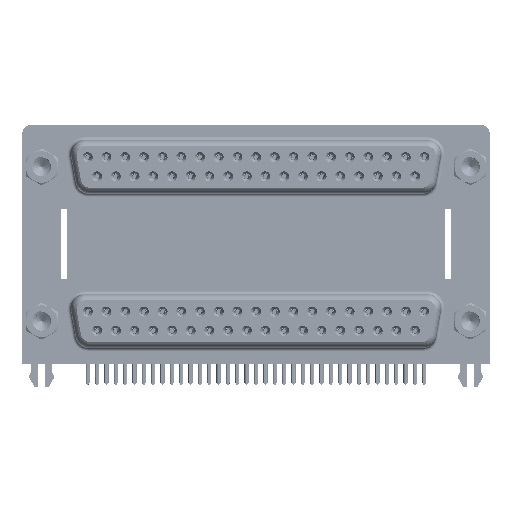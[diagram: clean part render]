
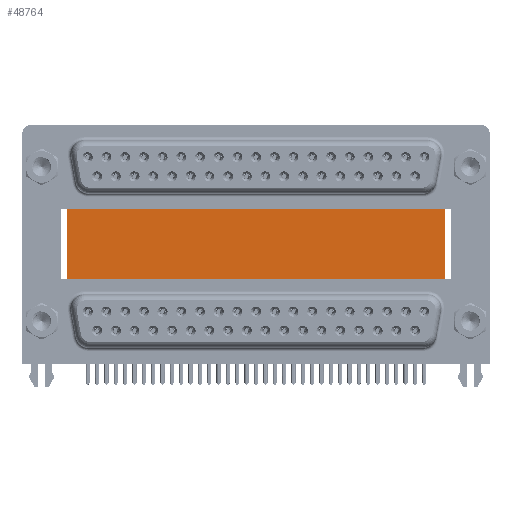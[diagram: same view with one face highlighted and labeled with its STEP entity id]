
A CAD part, top view. The second image highlights one B-rep face of the part: STEP entity #48764.
In plain terms, the highlighted planar face has unit normal (0, 0, 1).
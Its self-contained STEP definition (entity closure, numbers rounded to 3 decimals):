
#6992 = VECTOR ( 'NONE', #34815, 1000. ) ;
#7130 = DIRECTION ( 'NONE',  ( 0., -1., 0. ) ) ;
#9400 = DIRECTION ( 'NONE',  ( 1., 0., 0. ) ) ;
#9571 = DIRECTION ( 'NONE',  ( 0., -1., 0. ) ) ;
#15795 = AXIS2_PLACEMENT_3D ( 'NONE', #58395, #42771, #49825 ) ;
#16547 = EDGE_LOOP ( 'NONE', ( #38647, #58640, #52963, #39185 ) ) ;
#24262 = EDGE_CURVE ( 'NONE', #69823, #28163, #66320, .T. ) ;
#24955 = LINE ( 'NONE', #44831, #50828 ) ;
#26524 = EDGE_CURVE ( 'NONE', #69823, #70055, #24955, .T. ) ;
#27354 = VERTEX_POINT ( 'NONE', #42499 ) ;
#28163 = VERTEX_POINT ( 'NONE', #73800 ) ;
#31804 = CARTESIAN_POINT ( 'NONE',  ( 3.79, 16.585, -12. ) ) ;
#33082 = PLANE ( 'NONE',  #15795 ) ;
#34815 = DIRECTION ( 'NONE',  ( 1., 0., 0. ) ) ;
#38647 = ORIENTED_EDGE ( 'NONE', *, *, #52512, .T. ) ;
#39185 = ORIENTED_EDGE ( 'NONE', *, *, #26524, .T. ) ;
#40006 = VECTOR ( 'NONE', #9571, 1000. ) ;
#42499 = CARTESIAN_POINT ( 'NONE',  ( 59.71, -3.735, -12. ) ) ;
#42771 = DIRECTION ( 'NONE',  ( 0., 0., -1. ) ) ;
#44831 = CARTESIAN_POINT ( 'NONE',  ( 3.79, 16.585, -12. ) ) ;
#48503 = CARTESIAN_POINT ( 'NONE',  ( 3.79, 16.585, -12. ) ) ;
#48764 = ADVANCED_FACE ( 'NONE', ( #64588 ), #33082, .F. ) ;
#49825 = DIRECTION ( 'NONE',  ( -1., 0., 0. ) ) ;
#50828 = VECTOR ( 'NONE', #7130, 1000. ) ;
#52512 = EDGE_CURVE ( 'NONE', #70055, #27354, #60779, .T. ) ;
#52963 = ORIENTED_EDGE ( 'NONE', *, *, #24262, .F. ) ;
#58395 = CARTESIAN_POINT ( 'NONE',  ( 3.79, 16.585, -12. ) ) ;
#58640 = ORIENTED_EDGE ( 'NONE', *, *, #67289, .F. ) ;
#60779 = LINE ( 'NONE', #66151, #70168 ) ;
#64588 = FACE_OUTER_BOUND ( 'NONE', #16547, .T. ) ;
#66151 = CARTESIAN_POINT ( 'NONE',  ( 3.79, -3.735, -12. ) ) ;
#66320 = LINE ( 'NONE', #48503, #6992 ) ;
#67289 = EDGE_CURVE ( 'NONE', #28163, #27354, #73763, .T. ) ;
#69823 = VERTEX_POINT ( 'NONE', #31804 ) ;
#70055 = VERTEX_POINT ( 'NONE', #72807 ) ;
#70168 = VECTOR ( 'NONE', #9400, 1000. ) ;
#72807 = CARTESIAN_POINT ( 'NONE',  ( 3.79, -3.735, -12. ) ) ;
#73763 = LINE ( 'NONE', #79169, #40006 ) ;
#73800 = CARTESIAN_POINT ( 'NONE',  ( 59.71, 16.585, -12. ) ) ;
#79169 = CARTESIAN_POINT ( 'NONE',  ( 59.71, 16.585, -12. ) ) ;
